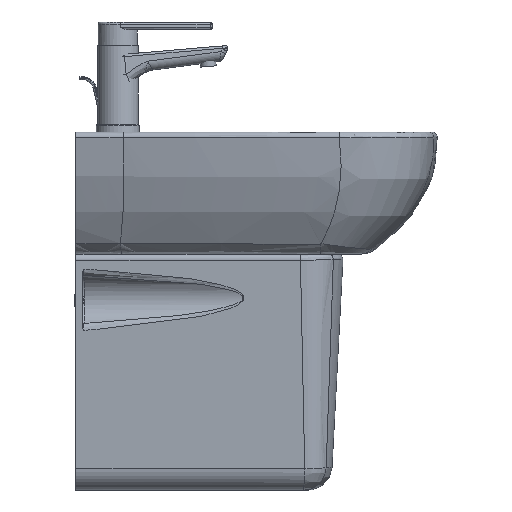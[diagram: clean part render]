
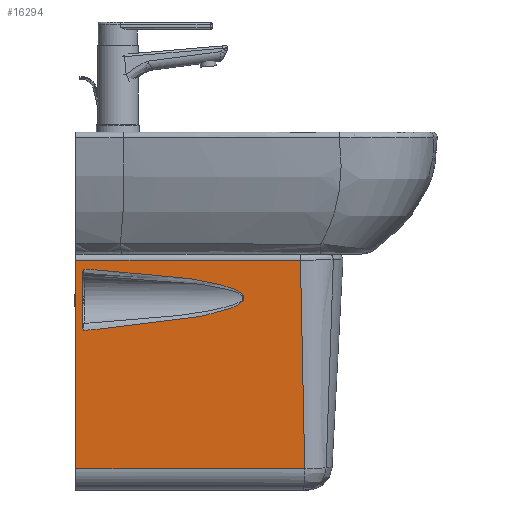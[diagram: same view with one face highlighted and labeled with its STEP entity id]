
A CAD part, left-side view. The second image highlights one B-rep face of the part: STEP entity #16294.
In plain terms, the highlighted planar face has unit normal (-0.992, -0.086, -0.098).
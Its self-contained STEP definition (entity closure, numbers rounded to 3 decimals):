
#16191=CARTESIAN_POINT('',(-84.519,279.317,0.0));
#16192=DIRECTION('',(-0.991,-0.086,-0.098));
#16193=DIRECTION('',(-0.098,0.0,0.995));
#16194=AXIS2_PLACEMENT_3D('',#16191,#16192,#16193);
#16195=PLANE('',#16194);
#16196=CARTESIAN_POINT('',(-111.862,262.309,292.316));
#16197=VERTEX_POINT('',#16196);
#16198=CARTESIAN_POINT('',(-85.707,262.317,27.067));
#16199=VERTEX_POINT('',#16198);
#16200=CARTESIAN_POINT('',(-111.862,262.309,292.316));
#16201=DIRECTION('',(0.098,0.,-0.995));
#16202=VECTOR('',#16201,266.535);
#16203=LINE('',#16200,#16202);
#16204=EDGE_CURVE('',#16197,#16199,#16203,.T.);
#16205=ORIENTED_EDGE('',*,*,#16204,.T.);
#16206=CARTESIAN_POINT('',(-60.344,-28.635,27.067));
#16207=VERTEX_POINT('',#16206);
#16208=CARTESIAN_POINT('',(-60.344,-28.635,27.067));
#16209=DIRECTION('',(-0.087,0.996,0.));
#16210=VECTOR('',#16209,292.055);
#16211=LINE('',#16208,#16210);
#16212=EDGE_CURVE('',#16207,#16199,#16211,.T.);
#16213=ORIENTED_EDGE('',*,*,#16212,.F.);
#16214=CARTESIAN_POINT('',(-86.974,-23.205,292.316));
#16215=VERTEX_POINT('',#16214);
#16216=CARTESIAN_POINT('',(-60.344,-28.635,27.067));
#16217=CARTESIAN_POINT('',(-69.221,-26.825,115.483));
#16218=CARTESIAN_POINT('',(-78.098,-25.015,203.899));
#16219=CARTESIAN_POINT('',(-86.974,-23.205,292.316));
#16220=B_SPLINE_CURVE_WITH_KNOTS('',3,(#16216,#16217,#16218,#16219),.UNSPECIFIED.,.F.,.U.,(4,4),(0.09,0.974),.UNSPECIFIED.);
#16221=EDGE_CURVE('',#16207,#16215,#16220,.T.);
#16222=ORIENTED_EDGE('',*,*,#16221,.T.);
#16223=CARTESIAN_POINT('',(-111.862,262.309,292.316));
#16224=DIRECTION('',(0.087,-0.996,0.0));
#16225=VECTOR('',#16224,286.597);
#16226=LINE('',#16223,#16225);
#16227=EDGE_CURVE('',#16197,#16215,#16226,.T.);
#16228=ORIENTED_EDGE('',*,*,#16227,.F.);
#16229=EDGE_LOOP('',(#16205,#16213,#16222,#16228));
#16230=FACE_OUTER_BOUND('',#16229,.T.);
#16231=CARTESIAN_POINT('',(-109.426,254.394,274.602));
#16232=VERTEX_POINT('',#16231);
#16233=CARTESIAN_POINT('',(-102.938,254.17,209.014));
#16234=VERTEX_POINT('',#16233);
#16235=CARTESIAN_POINT('',(-109.426,254.394,274.602));
#16236=DIRECTION('',(0.098,-0.003,-0.995));
#16237=VECTOR('',#16236,65.908);
#16238=LINE('',#16235,#16237);
#16239=EDGE_CURVE('',#16232,#16234,#16238,.T.);
#16240=ORIENTED_EDGE('',*,*,#16239,.F.);
#16241=CARTESIAN_POINT('',(-109.863,252.649,280.583));
#16242=VERTEX_POINT('',#16241);
#16243=CARTESIAN_POINT('',(-109.863,252.649,280.583));
#16244=CARTESIAN_POINT('',(-109.863,252.651,280.579));
#16245=CARTESIAN_POINT('',(-109.863,252.653,280.575));
#16246=CARTESIAN_POINT('',(-109.798,253.174,279.454));
#16247=CARTESIAN_POINT('',(-109.728,253.679,278.299));
#16248=CARTESIAN_POINT('',(-109.588,254.211,276.41));
#16249=CARTESIAN_POINT('',(-109.517,254.397,275.523));
#16250=CARTESIAN_POINT('',(-109.426,254.394,274.602));
#16251=B_SPLINE_CURVE_WITH_KNOTS('',3,(#16243,#16244,#16245,#16246,#16247,#16248,#16249,#16250),.UNSPECIFIED.,.F.,.U.,(4,2,2,4),(-0.001,0.0,0.37,0.592),.UNSPECIFIED.);
#16252=EDGE_CURVE('',#16242,#16232,#16251,.T.);
#16253=ORIENTED_EDGE('',*,*,#16252,.F.);
#16254=CARTESIAN_POINT('',(-108.057,233.027,279.61));
#16255=VERTEX_POINT('',#16254);
#16256=CARTESIAN_POINT('',(-119.079,404.258,240.02));
#16257=DIRECTION('',(-0.991,-0.086,-0.098));
#16258=DIRECTION('',(0.086,-0.996,0.012));
#16259=AXIS2_PLACEMENT_3D('',#16256,#16257,#16258);
#16260=ELLIPSE('',#16259,356.886,43.061);
#16261=EDGE_CURVE('',#16255,#16242,#16260,.T.);
#16262=ORIENTED_EDGE('',*,*,#16261,.F.);
#16263=CARTESIAN_POINT('',(-100.701,233.668,204.447));
#16264=VERTEX_POINT('',#16263);
#16265=CARTESIAN_POINT('',(-119.079,404.258,240.02));
#16266=DIRECTION('',(-0.991,-0.086,-0.098));
#16267=DIRECTION('',(0.086,-0.996,0.012));
#16268=AXIS2_PLACEMENT_3D('',#16265,#16266,#16267);
#16269=ELLIPSE('',#16268,356.886,43.061);
#16270=EDGE_CURVE('',#16264,#16255,#16269,.T.);
#16271=ORIENTED_EDGE('',*,*,#16270,.F.);
#16272=CARTESIAN_POINT('',(-102.197,252.384,203.076));
#16273=VERTEX_POINT('',#16272);
#16274=CARTESIAN_POINT('',(-119.079,404.258,240.02));
#16275=DIRECTION('',(-0.991,-0.086,-0.098));
#16276=DIRECTION('',(0.086,-0.996,0.012));
#16277=AXIS2_PLACEMENT_3D('',#16274,#16275,#16276);
#16278=ELLIPSE('',#16277,356.886,43.061);
#16279=EDGE_CURVE('',#16273,#16264,#16278,.T.);
#16280=ORIENTED_EDGE('',*,*,#16279,.F.);
#16281=CARTESIAN_POINT('',(-102.938,254.17,209.014));
#16282=CARTESIAN_POINT('',(-102.847,254.166,208.094));
#16283=CARTESIAN_POINT('',(-102.744,253.974,207.211));
#16284=CARTESIAN_POINT('',(-102.511,253.429,205.335));
#16285=CARTESIAN_POINT('',(-102.354,252.917,204.193));
#16286=CARTESIAN_POINT('',(-102.198,252.388,203.084));
#16287=CARTESIAN_POINT('',(-102.198,252.386,203.08));
#16288=CARTESIAN_POINT('',(-102.197,252.384,203.076));
#16289=B_SPLINE_CURVE_WITH_KNOTS('',3,(#16281,#16282,#16283,#16284,#16285,#16286,#16287,#16288),.UNSPECIFIED.,.F.,.U.,(4,2,2,4),(0.0,0.277,0.741,0.743),.UNSPECIFIED.);
#16290=EDGE_CURVE('',#16234,#16273,#16289,.T.);
#16291=ORIENTED_EDGE('',*,*,#16290,.F.);
#16292=EDGE_LOOP('',(#16240,#16253,#16262,#16271,#16280,#16291));
#16293=FACE_BOUND('',#16292,.T.);
#16294=ADVANCED_FACE('',(#16230,#16293),#16195,.T.);
